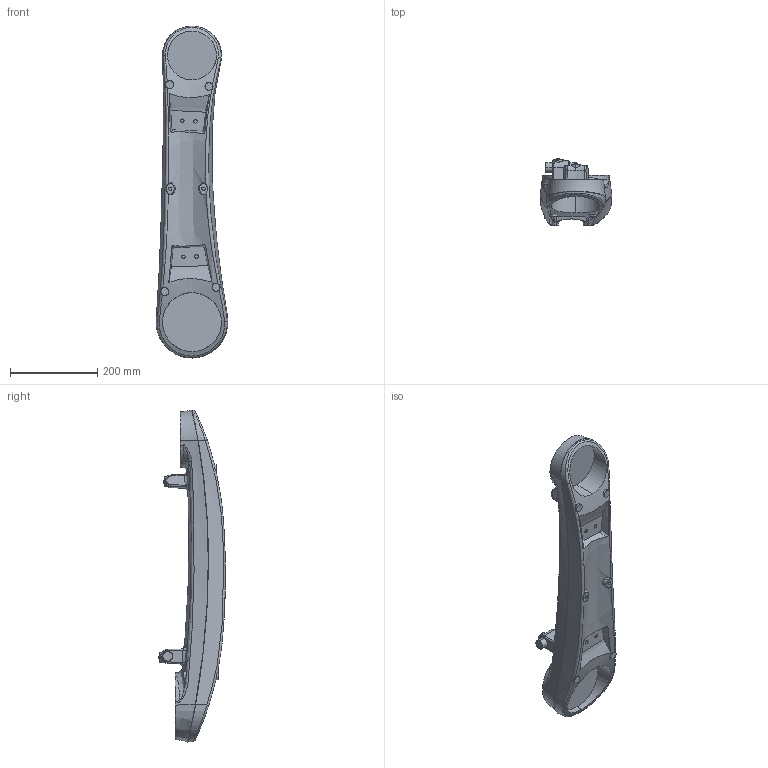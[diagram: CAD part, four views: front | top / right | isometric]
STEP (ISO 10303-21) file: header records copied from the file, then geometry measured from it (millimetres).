
FILE_DESCRIPTION (( 'STEP AP203' ), '1' );
FILE_NAME ('2_LINK_ARM.STEP', '2017-12-26T17:13:11', ( '' ), ( '' ), 'SwSTEP 2.0', 'SolidWorks 2016', '' );
FILE_SCHEMA (( 'CONFIG_CONTROL_DESIGN' ));
Length unit declared in the file: millimetre
Products named in the file (1): 2_LINK_ARM
Bounding box: 163.93 x 153.8 x 759.39 mm (x, y, z)
Volume: 5343590.3 mm3; surface area: 349148.6 mm2
Topology: 1 solids, 3 shells, 293 faces, 771 edges, 501 vertices
Faces by surface type: bspline 137, plane 61, cylinder 52, cone 43
Entity records: 33936 total; most frequent: CARTESIAN_POINT 27989, ORIENTED_EDGE 1538, EDGE_CURVE 769, DIRECTION 724, VERTEX_POINT 501, B_SPLINE_CURVE_WITH_KNOTS 488, EDGE_LOOP 316, FACE_OUTER_BOUND 293
